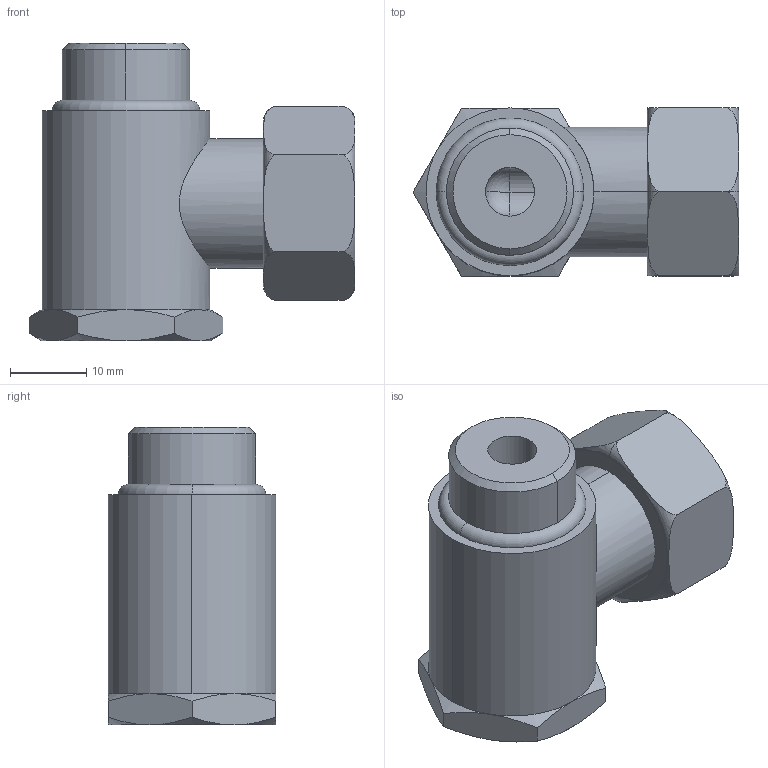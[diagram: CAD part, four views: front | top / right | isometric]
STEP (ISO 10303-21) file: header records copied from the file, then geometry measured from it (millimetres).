
FILE_DESCRIPTION(('STEP AP214'),'1');
FILE_NAME('0118_12_17.stp','2016-07-07T14:22:10',('TraceParts'),('TraceParts S.A.'),'Spatial InterOp 3D',' ',' ');
FILE_SCHEMA(('automotive_design'));
Length unit declared in the file: millimetre
Products named in the file (1): Extrusion4
Bounding box: 42.7 x 22 x 39 mm (x, y, z)
Volume: 17527.3 mm3; surface area: 6242.5 mm2
Topology: 1 solids, 1 shells, 53 faces, 122 edges, 73 vertices
Faces by surface type: plane 19, cone 14, cylinder 12, torus 6, sphere 2
Entity records: 2469 total; most frequent: CARTESIAN_POINT 870, DIRECTION 241, ORIENTED_EDGE 240, EDGE_CURVE 120, AXIS2_PLACEMENT_3D 107, VERTEX_POINT 73, EDGE_LOOP 57, STYLED_ITEM 54
